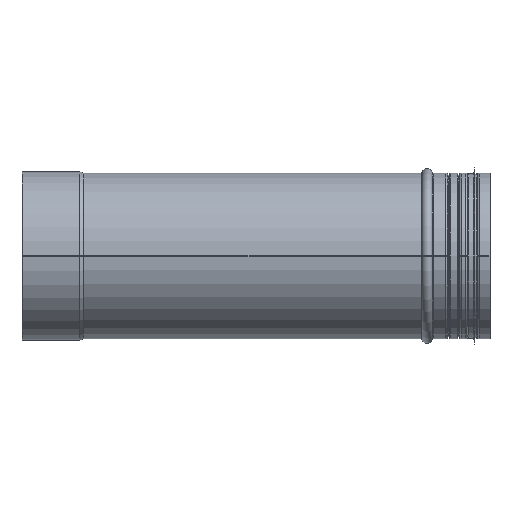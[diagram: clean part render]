
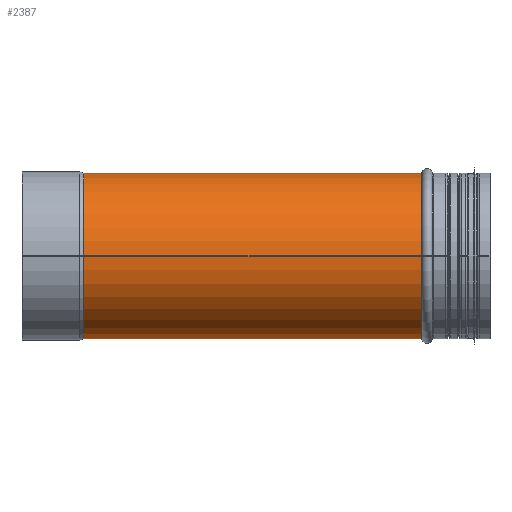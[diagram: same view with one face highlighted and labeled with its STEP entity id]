
A CAD part, left-side view. The second image highlights one B-rep face of the part: STEP entity #2387.
In plain terms, the highlighted cylindrical face has radius 101 mm (diameter 202 mm), a partial arc.
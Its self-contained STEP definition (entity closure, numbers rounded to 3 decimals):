
#185=CARTESIAN_POINT('',(78.541,320.0,63.5));
#186=VERTEX_POINT('',#185);
#187=CARTESIAN_POINT('',(78.541,320.0,63.5));
#188=CARTESIAN_POINT('',(78.541,324.146,63.5));
#189=CARTESIAN_POINT('',(78.88,328.37,63.088));
#190=CARTESIAN_POINT('',(80.187,336.674,61.418));
#191=CARTESIAN_POINT('',(81.153,340.753,60.16));
#192=CARTESIAN_POINT('',(83.475,348.515,56.894));
#193=CARTESIAN_POINT('',(84.831,352.205,54.882));
#194=CARTESIAN_POINT('',(87.643,359.015,50.269));
#195=CARTESIAN_POINT('',(89.098,362.135,47.667));
#196=CARTESIAN_POINT('',(91.832,367.645,42.158));
#197=CARTESIAN_POINT('',(93.217,370.243,39.05));
#198=CARTESIAN_POINT('',(95.786,374.863,32.237));
#199=CARTESIAN_POINT('',(96.969,376.886,28.532));
#200=CARTESIAN_POINT('',(98.93,380.167,20.738));
#201=CARTESIAN_POINT('',(99.708,381.427,16.64));
#202=CARTESIAN_POINT('',(100.743,383.094,8.327));
#203=CARTESIAN_POINT('',(101.,383.5,4.112));
#204=CARTESIAN_POINT('',(101.,383.5,-4.112));
#205=CARTESIAN_POINT('',(100.743,383.094,-8.327));
#206=CARTESIAN_POINT('',(99.708,381.427,-16.64));
#207=CARTESIAN_POINT('',(98.93,380.167,-20.738));
#208=CARTESIAN_POINT('',(96.969,376.886,-28.532));
#209=CARTESIAN_POINT('',(95.786,374.863,-32.237));
#210=CARTESIAN_POINT('',(93.217,370.243,-39.05));
#211=CARTESIAN_POINT('',(91.832,367.645,-42.158));
#212=CARTESIAN_POINT('',(89.098,362.135,-47.667));
#213=CARTESIAN_POINT('',(87.643,359.015,-50.269));
#214=CARTESIAN_POINT('',(84.831,352.205,-54.882));
#215=CARTESIAN_POINT('',(83.475,348.515,-56.894));
#216=CARTESIAN_POINT('',(81.153,340.753,-60.16));
#217=CARTESIAN_POINT('',(80.187,336.674,-61.418));
#218=CARTESIAN_POINT('',(78.88,328.37,-63.088));
#219=CARTESIAN_POINT('',(78.541,324.146,-63.5));
#220=CARTESIAN_POINT('',(78.541,315.854,-63.5));
#221=CARTESIAN_POINT('',(78.88,311.63,-63.088));
#222=CARTESIAN_POINT('',(80.187,303.326,-61.418));
#223=CARTESIAN_POINT('',(81.153,299.247,-60.16));
#224=CARTESIAN_POINT('',(83.475,291.485,-56.894));
#225=CARTESIAN_POINT('',(84.831,287.795,-54.882));
#226=CARTESIAN_POINT('',(87.643,280.985,-50.269));
#227=CARTESIAN_POINT('',(89.098,277.865,-47.667));
#228=CARTESIAN_POINT('',(91.832,272.355,-42.158));
#229=CARTESIAN_POINT('',(93.217,269.757,-39.05));
#230=CARTESIAN_POINT('',(95.786,265.137,-32.237));
#231=CARTESIAN_POINT('',(96.969,263.114,-28.532));
#232=CARTESIAN_POINT('',(98.93,259.833,-20.738));
#233=CARTESIAN_POINT('',(99.708,258.573,-16.64));
#234=CARTESIAN_POINT('',(100.743,256.906,-8.327));
#235=CARTESIAN_POINT('',(101.0,256.5,-4.112));
#236=CARTESIAN_POINT('',(101.0,256.5,4.112));
#237=CARTESIAN_POINT('',(100.743,256.906,8.327));
#238=CARTESIAN_POINT('',(99.708,258.573,16.64));
#239=CARTESIAN_POINT('',(98.93,259.833,20.738));
#240=CARTESIAN_POINT('',(96.969,263.114,28.532));
#241=CARTESIAN_POINT('',(95.786,265.137,32.237));
#242=CARTESIAN_POINT('',(93.217,269.757,39.05));
#243=CARTESIAN_POINT('',(91.832,272.355,42.158));
#244=CARTESIAN_POINT('',(89.098,277.865,47.667));
#245=CARTESIAN_POINT('',(87.643,280.985,50.269));
#246=CARTESIAN_POINT('',(84.831,287.795,54.882));
#247=CARTESIAN_POINT('',(83.475,291.485,56.894));
#248=CARTESIAN_POINT('',(81.153,299.247,60.16));
#249=CARTESIAN_POINT('',(80.187,303.326,61.418));
#250=CARTESIAN_POINT('',(78.88,311.63,63.088));
#251=CARTESIAN_POINT('',(78.541,315.854,63.5));
#252=CARTESIAN_POINT('',(78.541,320.0,63.5));
#253=B_SPLINE_CURVE_WITH_KNOTS('',3,(#187,#188,#189,#190,#191,#192,#193,#194,#195,#196,#197,#198,#199,#200,#201,#202,#203,#204,#205,#206,#207,#208,#209,#210,#211,#212,#213,#214,#215,#216,#217,#218,#219,#220,#221,#222,#223,#224,#225,#226,#227,#228,#229,#230,#231,#232,#233,#234,#235,#236,#237,#238,#239,#240,#241,#242,#243,#244,#245,#246,#247,#248,#249,#250,#251,#252),.UNSPECIFIED.,.T.,.U.,(4,2,2,2,2,2,2,2,2,2,2,2,2,2,2,2,2,2,2,2,2,2,2,2,2,2,2,2,2,2,2,2,4),(0.0,1.244,2.487,3.731,4.975,6.208,7.442,8.675,9.909,11.142,12.376,13.609,14.843,16.087,17.33,18.574,19.818,21.061,22.305,23.549,24.792,26.026,27.259,28.493,29.727,30.96,32.194,33.427,34.661,35.904,37.148,38.392,39.635),.UNSPECIFIED.);
#254=EDGE_CURVE('',#186,#186,#253,.T.);
#852=CARTESIAN_POINT('',(-101.,83.828,0.176));
#853=VERTEX_POINT('',#852);
#885=CARTESIAN_POINT('',(-101.,494.688,0.176));
#886=VERTEX_POINT('',#885);
#887=CARTESIAN_POINT('',(-101.,494.688,0.176));
#888=DIRECTION('',(0.0,-1.0,0.0));
#889=VECTOR('',#888,410.859);
#890=LINE('',#887,#889);
#891=EDGE_CURVE('',#886,#853,#890,.T.);
#1117=CARTESIAN_POINT('',(-101.0,494.688,0.0));
#1118=VERTEX_POINT('',#1117);
#1150=CARTESIAN_POINT('',(-101.,83.828,0.0));
#1151=VERTEX_POINT('',#1150);
#1152=CARTESIAN_POINT('',(-101.0,494.688,0.0));
#1153=DIRECTION('',(0.0,-1.0,0.0));
#1154=VECTOR('',#1153,410.859);
#1155=LINE('',#1152,#1154);
#1156=EDGE_CURVE('',#1118,#1151,#1155,.T.);
#2355=CARTESIAN_POINT('',(0.0,494.688,0.0));
#2356=DIRECTION('',(0.0,-1.0,0.0));
#2357=DIRECTION('',(-1.0,0.0,0.0));
#2358=AXIS2_PLACEMENT_3D('',#2355,#2356,#2357);
#2359=CIRCLE('',#2358,101.0);
#2360=EDGE_CURVE('',#1118,#886,#2359,.T.);
#2367=CARTESIAN_POINT('',(0.0,279.233,0.0));
#2368=DIRECTION('',(0.0,-1.0,0.0));
#2369=DIRECTION('',(-1.0,0.0,0.0));
#2370=AXIS2_PLACEMENT_3D('',#2367,#2368,#2369);
#2371=CYLINDRICAL_SURFACE('',#2370,101.0);
#2372=ORIENTED_EDGE('',*,*,#891,.T.);
#2373=CARTESIAN_POINT('',(0.0,83.828,0.0));
#2374=DIRECTION('',(0.0,-1.0,0.0));
#2375=DIRECTION('',(-1.0,0.0,0.0));
#2376=AXIS2_PLACEMENT_3D('',#2373,#2374,#2375);
#2377=CIRCLE('',#2376,101.);
#2378=EDGE_CURVE('',#1151,#853,#2377,.T.);
#2379=ORIENTED_EDGE('',*,*,#2378,.F.);
#2380=ORIENTED_EDGE('',*,*,#1156,.F.);
#2381=ORIENTED_EDGE('',*,*,#2360,.T.);
#2382=EDGE_LOOP('',(#2372,#2379,#2380,#2381));
#2383=FACE_OUTER_BOUND('',#2382,.T.);
#2384=ORIENTED_EDGE('',*,*,#254,.T.);
#2385=EDGE_LOOP('',(#2384));
#2386=FACE_BOUND('',#2385,.T.);
#2387=ADVANCED_FACE('',(#2383,#2386),#2371,.T.);
